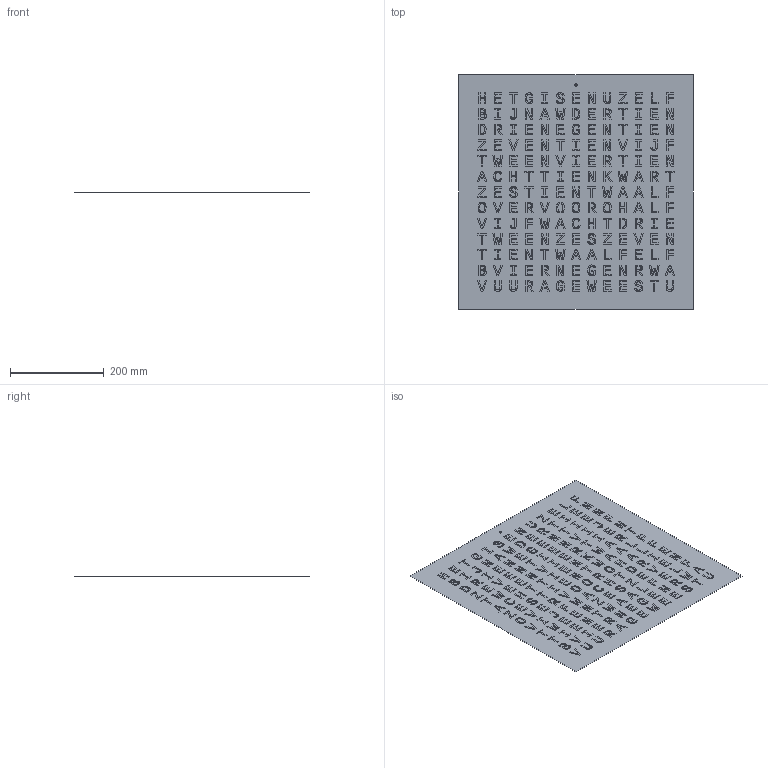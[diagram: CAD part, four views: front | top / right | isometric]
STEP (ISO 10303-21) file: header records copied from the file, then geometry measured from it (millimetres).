
FILE_DESCRIPTION(('FreeCAD Model'),'2;1');
FILE_NAME('letterplate_13_13_V2.step','2020-02-21T23:10:04' ,('Author'),(''),'Open CASCADE STEP processor 7.3','FreeCAD','Unknown' );
FILE_SCHEMA(('AUTOMOTIVE_DESIGN { 1 0 10303 214 1 1 1 1 }'));
Length unit declared in the file: millimetre
Products named in the file (172): Part; Circle; ShapeString; ShapeString001; ShapeString002; ShapeString003; ShapeString004; ShapeString005; ShapeString006; ShapeString007; ShapeString008; ShapeString009; ShapeString010; ShapeString011; ShapeString012; ShapeString013; ShapeString014; ShapeString015; ShapeString016; ShapeString017; ShapeString018; ShapeString019; ShapeString020; ShapeString021; ShapeString022; ShapeString023; ShapeString024; ShapeString025; ShapeString026; ShapeString027; ShapeString028; ShapeString029; ShapeString030; ShapeString031; ShapeString032; ShapeString033; ShapeString034; ShapeString035; ShapeString036; ShapeString037 ...
Assembly tree (171 placements, depth 2):
  Part
    Circle
    ShapeString
    ShapeString001
    ShapeString002
    ShapeString003
    ShapeString004
    ShapeString005
    ShapeString006
    ShapeString007
    ShapeString008
    ShapeString009
    ShapeString010
    ShapeString011
    ShapeString012
    ShapeString013
    ShapeString014
    ShapeString015
    ShapeString016
    ShapeString017
    ShapeString018
    ShapeString019
    ShapeString020
    ShapeString021
    ShapeString022
    ShapeString023
    ShapeString024
    ShapeString025
    ShapeString026
    ShapeString027
    ShapeString028
    ShapeString029
    ShapeString030
    ShapeString031
    ShapeString032
    ShapeString033
    ShapeString034
    ShapeString035
    ShapeString036
    ShapeString037
    ShapeString038
    ShapeString039
    ShapeString040
    ShapeString041
    ShapeString042
    ShapeString043
    ShapeString044
    ShapeString045
    ShapeString046
    ShapeString047
    ShapeString048
    ShapeString049
    ShapeString050
    ShapeString051
    ShapeString052
    ShapeString053
    ShapeString054
    ShapeString055
    ShapeString056
    ShapeString057
Bounding box: 500 x 500 x 0 mm (x, y, z)
Surface area: 276191.7 mm2 (no closed solid volume)
Topology: 0 solids, 190 shells, 190 faces, 1954 edges, 1954 vertices
Faces by surface type: plane 190
Entity records: 35883 total; most frequent: CARTESIAN_POINT 7564, DIRECTION 3963, LINE 3236, VECTOR 3236, ORIENTED_EDGE 1954, EDGE_CURVE 1954, VERTEX_POINT 1954, SURFACE_CURVE 1954
